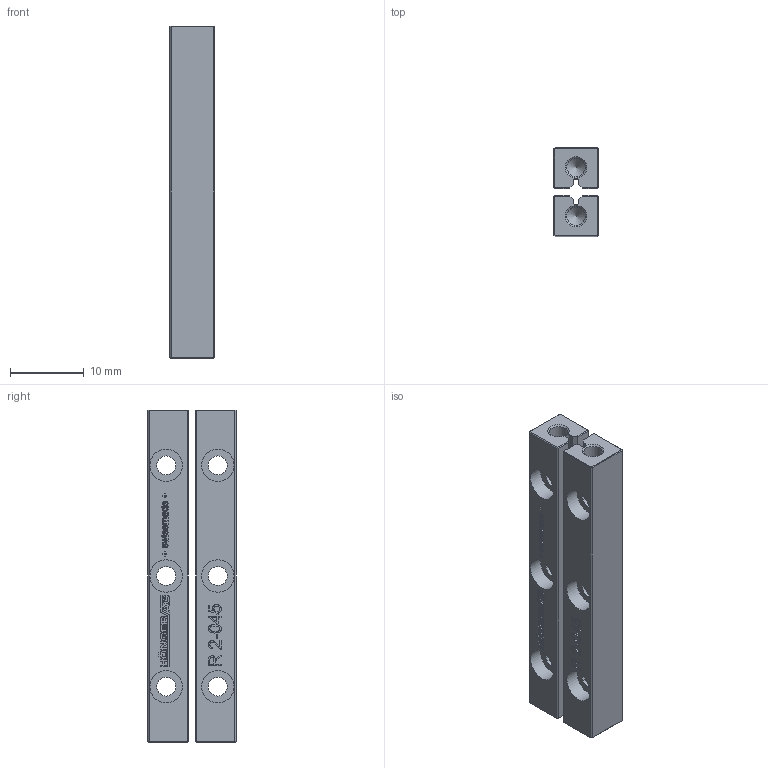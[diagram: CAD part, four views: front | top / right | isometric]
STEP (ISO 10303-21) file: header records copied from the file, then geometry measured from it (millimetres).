
FILE_DESCRIPTION(('FreeCAD Model'),'2;1');
FILE_NAME('R 2-045.step', '2020-08-05T13:12:06',('Author'),(''), 'Open CASCADE STEP processor 6.8','FreeCAD','Unknown');
FILE_SCHEMA(('AUTOMOTIVE_DESIGN_CC2 { 1 2 10303 214 -1 1 5 4 }'));
Length unit declared in the file: millimetre
Products named in the file (2): ASSEMBLY; Schienenpaar
Assembly tree (1 placements, depth 2):
  ASSEMBLY
    Schienenpaar
Bounding box: 6 x 12 x 45 mm (x, y, z)
Volume: 2474.4 mm3; surface area: 2749.9 mm2
Topology: 2 solids, 2 shells, 660 faces, 1778 edges, 1166 vertices
Faces by surface type: extrusion 400, plane 228, cylinder 18, cone 14
Full cylindrical faces by diameter (mm): 2.5 x4, 2.55 x6, 4.4 x6
Entity records: 43927 total; most frequent: CARTESIAN_POINT 11043, DIRECTION 4654, VECTOR 4012, LINE 3612, ORIENTED_EDGE 3548, PCURVE 3548, DEFINITIONAL_REPRESENTATION 3548, B_SPLINE_CURVE_WITH_KNOTS 2032
